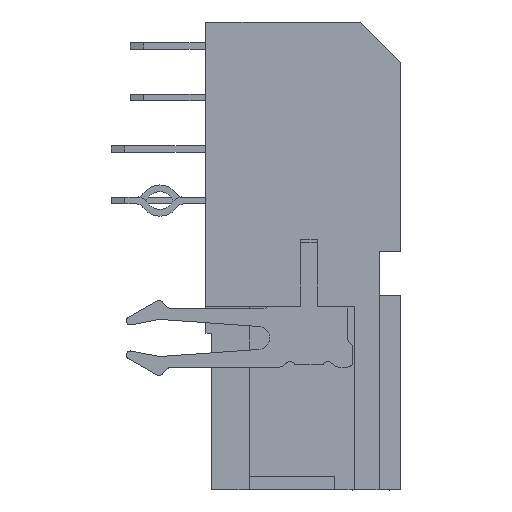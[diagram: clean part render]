
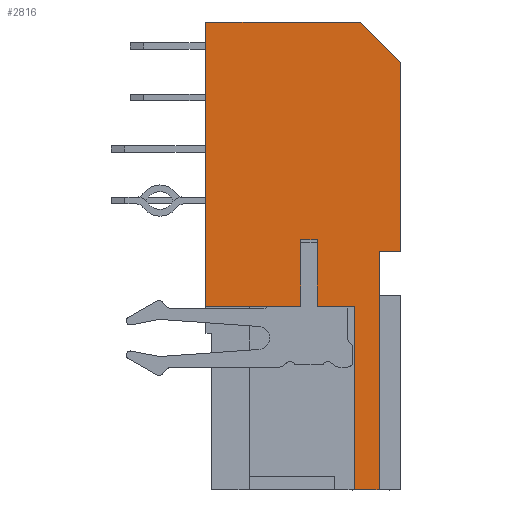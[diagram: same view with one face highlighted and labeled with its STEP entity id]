
A CAD part, left-side view. The second image highlights one B-rep face of the part: STEP entity #2816.
In plain terms, the highlighted planar face has unit normal (-1, 0, 0).
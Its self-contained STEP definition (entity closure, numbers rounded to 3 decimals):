
#709=CARTESIAN_POINT('',(-16.365,-2.7,-8.65));
#710=VERTEX_POINT('',#709);
#720=CARTESIAN_POINT('',(-16.365,-1.781,-8.65));
#721=VERTEX_POINT('',#720);
#722=CARTESIAN_POINT('',(-16.365,-2.7,-8.65));
#723=CARTESIAN_POINT('',(-16.365,-2.516,-8.65));
#724=CARTESIAN_POINT('',(-16.365,-2.332,-8.65));
#725=CARTESIAN_POINT('',(-16.365,-2.149,-8.65));
#726=CARTESIAN_POINT('',(-16.365,-1.965,-8.65));
#727=CARTESIAN_POINT('',(-16.365,-1.781,-8.65));
#728=B_SPLINE_CURVE_WITH_KNOTS('',5,(#722,#723,#724,#725,#726,#727),.UNSPECIFIED.,.F.,.U.,(6,6),(0.,0.919),.UNSPECIFIED.);
#729=EDGE_CURVE('',#710,#721,#728,.T.);
#2665=CARTESIAN_POINT('',(-16.365,-2.7,0.15));
#2666=VERTEX_POINT('',#2665);
#2676=CARTESIAN_POINT('',(-16.365,-2.7,0.15));
#2677=CARTESIAN_POINT('',(-16.365,-2.7,-1.61));
#2678=CARTESIAN_POINT('',(-16.365,-2.7,-3.37));
#2679=CARTESIAN_POINT('',(-16.365,-2.7,-5.13));
#2680=CARTESIAN_POINT('',(-16.365,-2.7,-6.89));
#2681=CARTESIAN_POINT('',(-16.365,-2.7,-8.65));
#2682=B_SPLINE_CURVE_WITH_KNOTS('',5,(#2676,#2677,#2678,#2679,#2680,#2681),.UNSPECIFIED.,.F.,.U.,(6,6),(0.,8.8),.UNSPECIFIED.);
#2683=EDGE_CURVE('',#2666,#710,#2682,.T.);
#2688=CARTESIAN_POINT('',(-16.365,0.1,0.));
#2689=DIRECTION('',(0.,0.,1.));
#2690=DIRECTION('',(-1.,0.,0.));
#2691=AXIS2_PLACEMENT_3D('',#2688,#2690,#2689);
#2692=PLANE('',#2691);
#2693=CARTESIAN_POINT('',(-16.365,0.192,0.607));
#2694=VERTEX_POINT('',#2693);
#2695=CARTESIAN_POINT('',(-16.365,-0.408,0.607));
#2696=VERTEX_POINT('',#2695);
#2697=CARTESIAN_POINT('',(-16.365,0.192,0.607));
#2698=CARTESIAN_POINT('',(-16.365,0.072,0.607));
#2699=CARTESIAN_POINT('',(-16.365,-0.048,0.607));
#2700=CARTESIAN_POINT('',(-16.365,-0.168,0.607));
#2701=CARTESIAN_POINT('',(-16.365,-0.288,0.607));
#2702=CARTESIAN_POINT('',(-16.365,-0.408,0.607));
#2703=B_SPLINE_CURVE_WITH_KNOTS('',5,(#2697,#2698,#2699,#2700,#2701,#2702),.UNSPECIFIED.,.F.,.U.,(6,6),(0.,0.6),.UNSPECIFIED.);
#2704=EDGE_CURVE('',#2694,#2696,#2703,.T.);
#2705=ORIENTED_EDGE('',*,*,#2704,.T.);
#2706=CARTESIAN_POINT('',(-16.365,-0.408,-1.855));
#2707=VERTEX_POINT('',#2706);
#2708=CARTESIAN_POINT('',(-16.365,-0.408,0.607));
#2709=CARTESIAN_POINT('',(-16.365,-0.408,0.114));
#2710=CARTESIAN_POINT('',(-16.365,-0.408,-0.378));
#2711=CARTESIAN_POINT('',(-16.365,-0.408,-0.87));
#2712=CARTESIAN_POINT('',(-16.365,-0.408,-1.363));
#2713=CARTESIAN_POINT('',(-16.365,-0.408,-1.855));
#2714=B_SPLINE_CURVE_WITH_KNOTS('',5,(#2708,#2709,#2710,#2711,#2712,#2713),.UNSPECIFIED.,.F.,.U.,(6,6),(0.,2.462),.UNSPECIFIED.);
#2715=EDGE_CURVE('',#2696,#2707,#2714,.T.);
#2716=ORIENTED_EDGE('',*,*,#2715,.T.);
#2717=CARTESIAN_POINT('',(-16.365,-1.781,-1.855));
#2718=VERTEX_POINT('',#2717);
#2719=CARTESIAN_POINT('',(-16.365,-0.408,-1.855));
#2720=CARTESIAN_POINT('',(-16.365,-0.683,-1.855));
#2721=CARTESIAN_POINT('',(-16.365,-0.957,-1.855));
#2722=CARTESIAN_POINT('',(-16.365,-1.232,-1.855));
#2723=CARTESIAN_POINT('',(-16.365,-1.506,-1.855));
#2724=CARTESIAN_POINT('',(-16.365,-1.781,-1.855));
#2725=B_SPLINE_CURVE_WITH_KNOTS('',5,(#2719,#2720,#2721,#2722,#2723,#2724),.UNSPECIFIED.,.F.,.U.,(6,6),(0.,1.373),.UNSPECIFIED.);
#2726=EDGE_CURVE('',#2707,#2718,#2725,.T.);
#2727=ORIENTED_EDGE('',*,*,#2726,.T.);
#2728=CARTESIAN_POINT('',(-16.365,-1.781,-1.855));
#2729=CARTESIAN_POINT('',(-16.365,-1.781,-3.214));
#2730=CARTESIAN_POINT('',(-16.365,-1.781,-4.573));
#2731=CARTESIAN_POINT('',(-16.365,-1.781,-5.932));
#2732=CARTESIAN_POINT('',(-16.365,-1.781,-7.291));
#2733=CARTESIAN_POINT('',(-16.365,-1.781,-8.65));
#2734=B_SPLINE_CURVE_WITH_KNOTS('',5,(#2728,#2729,#2730,#2731,#2732,#2733),.UNSPECIFIED.,.F.,.U.,(6,6),(0.,6.795),.UNSPECIFIED.);
#2735=EDGE_CURVE('',#2718,#721,#2734,.T.);
#2736=ORIENTED_EDGE('',*,*,#2735,.T.);
#2737=ORIENTED_EDGE('',*,*,#729,.F.);
#2738=ORIENTED_EDGE('',*,*,#2683,.F.);
#2739=CARTESIAN_POINT('',(-16.365,-3.5,0.15));
#2740=VERTEX_POINT('',#2739);
#2741=CARTESIAN_POINT('',(-16.365,-2.7,0.15));
#2742=CARTESIAN_POINT('',(-16.365,-2.86,0.15));
#2743=CARTESIAN_POINT('',(-16.365,-3.02,0.15));
#2744=CARTESIAN_POINT('',(-16.365,-3.18,0.15));
#2745=CARTESIAN_POINT('',(-16.365,-3.34,0.15));
#2746=CARTESIAN_POINT('',(-16.365,-3.5,0.15));
#2747=B_SPLINE_CURVE_WITH_KNOTS('',5,(#2741,#2742,#2743,#2744,#2745,#2746),.UNSPECIFIED.,.F.,.U.,(6,6),(0.,0.8),.UNSPECIFIED.);
#2748=EDGE_CURVE('',#2666,#2740,#2747,.T.);
#2749=ORIENTED_EDGE('',*,*,#2748,.T.);
#2750=CARTESIAN_POINT('',(-16.365,-3.5,7.15));
#2751=VERTEX_POINT('',#2750);
#2752=CARTESIAN_POINT('',(-16.365,-3.5,0.15));
#2753=CARTESIAN_POINT('',(-16.365,-3.5,1.55));
#2754=CARTESIAN_POINT('',(-16.365,-3.5,2.95));
#2755=CARTESIAN_POINT('',(-16.365,-3.5,4.35));
#2756=CARTESIAN_POINT('',(-16.365,-3.5,5.75));
#2757=CARTESIAN_POINT('',(-16.365,-3.5,7.15));
#2758=B_SPLINE_CURVE_WITH_KNOTS('',5,(#2752,#2753,#2754,#2755,#2756,#2757),.UNSPECIFIED.,.F.,.U.,(6,6),(0.,7.),.UNSPECIFIED.);
#2759=EDGE_CURVE('',#2740,#2751,#2758,.T.);
#2760=ORIENTED_EDGE('',*,*,#2759,.T.);
#2761=CARTESIAN_POINT('',(-16.365,-2.,8.65));
#2762=VERTEX_POINT('',#2761);
#2763=CARTESIAN_POINT('',(-16.365,-3.5,7.15));
#2764=CARTESIAN_POINT('',(-16.365,-3.2,7.45));
#2765=CARTESIAN_POINT('',(-16.365,-2.9,7.75));
#2766=CARTESIAN_POINT('',(-16.365,-2.6,8.05));
#2767=CARTESIAN_POINT('',(-16.365,-2.3,8.35));
#2768=CARTESIAN_POINT('',(-16.365,-2.,8.65));
#2769=B_SPLINE_CURVE_WITH_KNOTS('',5,(#2763,#2764,#2765,#2766,#2767,#2768),.UNSPECIFIED.,.F.,.U.,(6,6),(0.,2.121),.UNSPECIFIED.);
#2770=EDGE_CURVE('',#2751,#2762,#2769,.T.);
#2771=ORIENTED_EDGE('',*,*,#2770,.T.);
#2772=CARTESIAN_POINT('',(-16.365,3.7,8.65));
#2773=VERTEX_POINT('',#2772);
#2774=CARTESIAN_POINT('',(-16.365,-2.,8.65));
#2775=CARTESIAN_POINT('',(-16.365,-0.86,8.65));
#2776=CARTESIAN_POINT('',(-16.365,0.28,8.65));
#2777=CARTESIAN_POINT('',(-16.365,1.42,8.65));
#2778=CARTESIAN_POINT('',(-16.365,2.56,8.65));
#2779=CARTESIAN_POINT('',(-16.365,3.7,8.65));
#2780=B_SPLINE_CURVE_WITH_KNOTS('',5,(#2774,#2775,#2776,#2777,#2778,#2779),.UNSPECIFIED.,.F.,.U.,(6,6),(0.,5.7),.UNSPECIFIED.);
#2781=EDGE_CURVE('',#2762,#2773,#2780,.T.);
#2782=ORIENTED_EDGE('',*,*,#2781,.T.);
#2783=CARTESIAN_POINT('',(-16.365,3.7,-1.855));
#2784=VERTEX_POINT('',#2783);
#2785=CARTESIAN_POINT('',(-16.365,3.7,8.65));
#2786=CARTESIAN_POINT('',(-16.365,3.7,6.549));
#2787=CARTESIAN_POINT('',(-16.365,3.7,4.448));
#2788=CARTESIAN_POINT('',(-16.365,3.7,2.347));
#2789=CARTESIAN_POINT('',(-16.365,3.7,0.246));
#2790=CARTESIAN_POINT('',(-16.365,3.7,-1.855));
#2791=B_SPLINE_CURVE_WITH_KNOTS('',5,(#2785,#2786,#2787,#2788,#2789,#2790),.UNSPECIFIED.,.F.,.U.,(6,6),(0.,10.505),.UNSPECIFIED.);
#2792=EDGE_CURVE('',#2773,#2784,#2791,.T.);
#2793=ORIENTED_EDGE('',*,*,#2792,.T.);
#2794=CARTESIAN_POINT('',(-16.365,0.192,-1.855));
#2795=VERTEX_POINT('',#2794);
#2796=CARTESIAN_POINT('',(-16.365,3.7,-1.855));
#2797=CARTESIAN_POINT('',(-16.365,2.998,-1.855));
#2798=CARTESIAN_POINT('',(-16.365,2.297,-1.855));
#2799=CARTESIAN_POINT('',(-16.365,1.595,-1.855));
#2800=CARTESIAN_POINT('',(-16.365,0.893,-1.855));
#2801=CARTESIAN_POINT('',(-16.365,0.192,-1.855));
#2802=B_SPLINE_CURVE_WITH_KNOTS('',5,(#2796,#2797,#2798,#2799,#2800,#2801),.UNSPECIFIED.,.F.,.U.,(6,6),(0.,3.508),.UNSPECIFIED.);
#2803=EDGE_CURVE('',#2784,#2795,#2802,.T.);
#2804=ORIENTED_EDGE('',*,*,#2803,.T.);
#2805=CARTESIAN_POINT('',(-16.365,0.192,-1.855));
#2806=CARTESIAN_POINT('',(-16.365,0.192,-1.363));
#2807=CARTESIAN_POINT('',(-16.365,0.192,-0.87));
#2808=CARTESIAN_POINT('',(-16.365,0.192,-0.378));
#2809=CARTESIAN_POINT('',(-16.365,0.192,0.114));
#2810=CARTESIAN_POINT('',(-16.365,0.192,0.607));
#2811=B_SPLINE_CURVE_WITH_KNOTS('',5,(#2805,#2806,#2807,#2808,#2809,#2810),.UNSPECIFIED.,.F.,.U.,(6,6),(0.,2.462),.UNSPECIFIED.);
#2812=EDGE_CURVE('',#2795,#2694,#2811,.T.);
#2813=ORIENTED_EDGE('',*,*,#2812,.T.);
#2814=EDGE_LOOP('',(#2705,#2716,#2727,#2736,#2737,#2738,#2749,#2760,#2771,#2782,#2793,#2804,#2813));
#2815=FACE_OUTER_BOUND('',#2814,.T.);
#2816=ADVANCED_FACE('',(#2815),#2692,.T.);
